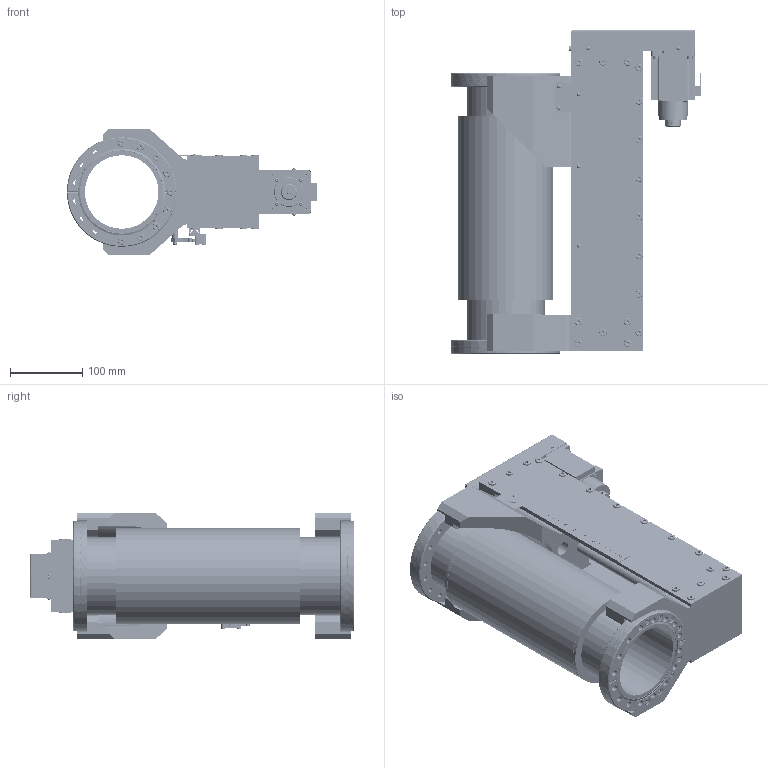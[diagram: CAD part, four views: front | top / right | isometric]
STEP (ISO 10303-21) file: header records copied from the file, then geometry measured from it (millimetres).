
FILE_DESCRIPTION (( 'STEP AP214' ), '1' );
FILE_NAME ('420MZA100-200-m.stp', '2017-04-27T13:11:43', ( '' ), ( '' ), 'SwSTEP 2.0', 'SolidWorks 2015', '' );
FILE_SCHEMA (( 'AUTOMOTIVE_DESIGN' ));
Length unit declared in the file: millimetre
Products named in the file (1): 420MZA100-200-m
Bounding box: 347 x 449.9 x 176 mm (x, y, z)
Volume: 5742708.9 mm3; surface area: 1201277.1 mm2
Topology: 150 solids, 166 shells, 6054 faces, 14863 edges, 9244 vertices
Faces by surface type: plane 3201, cylinder 1483, cone 701, bspline 661, sphere 8
Entity records: 266621 total; most frequent: CARTESIAN_POINT 57684, DIRECTION 29032, ORIENTED_EDGE 28970, EDGE_CURVE 14485, AXIS2_PLACEMENT_3D 10239, VERTEX_POINT 9244, VECTOR 8554, LINE 8554
